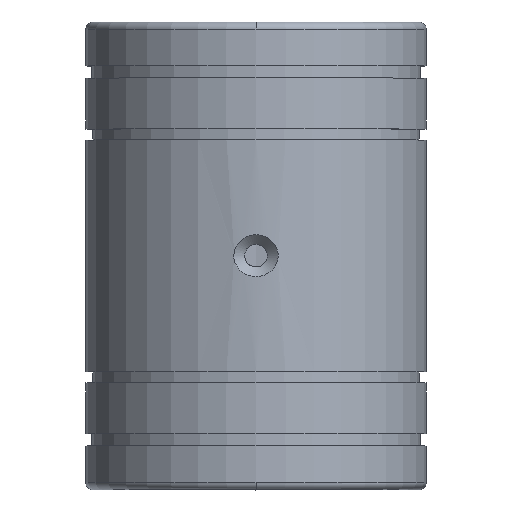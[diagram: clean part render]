
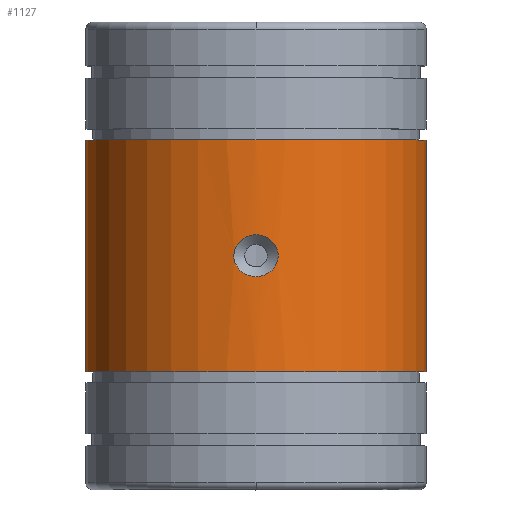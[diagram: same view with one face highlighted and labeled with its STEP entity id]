
A CAD part, top view. The second image highlights one B-rep face of the part: STEP entity #1127.
In plain terms, the highlighted cylindrical face has radius 59.962 mm (diameter 119.924 mm), a partial arc.
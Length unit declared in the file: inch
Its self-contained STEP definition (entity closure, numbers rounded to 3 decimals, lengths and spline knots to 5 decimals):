
#1041=CARTESIAN_POINT('',(0.0,1.54506,0.0));
#1042=DIRECTION('',(0.0,-1.0,0.0));
#1043=DIRECTION('',(1.0,0.0,0.0));
#1044=AXIS2_PLACEMENT_3D('',#1041,#1042,#1043);
#1045=CYLINDRICAL_SURFACE('',#1044,2.3607);
#1046=CARTESIAN_POINT('',(2.3607,3.15231,0.0));
#1047=VERTEX_POINT('',#1046);
#1048=CARTESIAN_POINT('',(2.3607,-0.06219,0.0));
#1049=VERTEX_POINT('',#1048);
#1050=CARTESIAN_POINT('',(2.3607,3.15231,0.0));
#1051=DIRECTION('',(0.0,-1.0,0.0));
#1052=VECTOR('',#1051,3.2145);
#1053=LINE('',#1050,#1052);
#1054=EDGE_CURVE('',#1047,#1049,#1053,.T.);
#1055=ORIENTED_EDGE('',*,*,#1054,.F.);
#1056=CARTESIAN_POINT('',(-2.3607,3.15231,0.));
#1057=VERTEX_POINT('',#1056);
#1058=CARTESIAN_POINT('',(0.0,3.15231,0.0));
#1059=DIRECTION('',(0.0,-1.0,0.0));
#1060=DIRECTION('',(1.0,0.0,0.0));
#1061=AXIS2_PLACEMENT_3D('',#1058,#1059,#1060);
#1062=CIRCLE('',#1061,2.3607);
#1063=EDGE_CURVE('',#1047,#1057,#1062,.T.);
#1064=ORIENTED_EDGE('',*,*,#1063,.T.);
#1065=CARTESIAN_POINT('',(-2.3607,-0.06219,0.));
#1066=VERTEX_POINT('',#1065);
#1067=CARTESIAN_POINT('',(-2.3607,-0.06219,0.));
#1068=DIRECTION('',(0.0,1.0,0.0));
#1069=VECTOR('',#1068,3.2145);
#1070=LINE('',#1067,#1069);
#1071=EDGE_CURVE('',#1066,#1057,#1070,.T.);
#1072=ORIENTED_EDGE('',*,*,#1071,.F.);
#1073=CARTESIAN_POINT('',(0.0,-0.06219,0.0));
#1074=DIRECTION('',(0.0,-1.0,0.0));
#1075=DIRECTION('',(1.0,0.0,0.0));
#1076=AXIS2_PLACEMENT_3D('',#1073,#1074,#1075);
#1077=CIRCLE('',#1076,2.3607);
#1078=EDGE_CURVE('',#1049,#1066,#1077,.T.);
#1079=ORIENTED_EDGE('',*,*,#1078,.F.);
#1080=EDGE_LOOP('',(#1055,#1064,#1072,#1079));
#1081=FACE_OUTER_BOUND('',#1080,.T.);
#1082=CARTESIAN_POINT('',(-0.3072,1.54506,2.34063));
#1083=VERTEX_POINT('',#1082);
#1084=CARTESIAN_POINT('',(-0.3072,1.54506,2.34063));
#1085=CARTESIAN_POINT('',(-0.3072,1.55781,2.34063));
#1086=CARTESIAN_POINT('',(-0.3064,1.5703,2.34073));
#1087=CARTESIAN_POINT('',(-0.30233,1.59837,2.34126));
#1088=CARTESIAN_POINT('',(-0.29887,1.61459,2.34171));
#1089=CARTESIAN_POINT('',(-0.28121,1.66744,2.34392));
#1090=CARTESIAN_POINT('',(-0.25987,1.70562,2.34656));
#1091=CARTESIAN_POINT('',(-0.20015,1.76874,2.35238));
#1092=CARTESIAN_POINT('',(-0.16328,1.79355,2.35534));
#1093=CARTESIAN_POINT('',(-0.08685,1.82601,2.35943));
#1094=CARTESIAN_POINT('',(-0.04662,1.83402,2.36058));
#1095=CARTESIAN_POINT('',(0.03377,1.83561,2.3608));
#1096=CARTESIAN_POINT('',(0.07413,1.82886,2.35983));
#1097=CARTESIAN_POINT('',(0.14903,1.80131,2.35629));
#1098=CARTESIAN_POINT('',(0.18351,1.78056,2.35374));
#1099=CARTESIAN_POINT('',(0.24151,1.72814,2.34849));
#1100=CARTESIAN_POINT('',(0.26498,1.69653,2.34584));
#1101=CARTESIAN_POINT('',(0.2974,1.627,2.34195));
#1102=CARTESIAN_POINT('',(0.30629,1.58912,2.34075));
#1103=CARTESIAN_POINT('',(0.30797,1.51315,2.34053));
#1104=CARTESIAN_POINT('',(0.30079,1.47497,2.34151));
#1105=CARTESIAN_POINT('',(0.27147,1.40419,2.34509));
#1106=CARTESIAN_POINT('',(0.2494,1.37167,2.34765));
#1107=CARTESIAN_POINT('',(0.19377,1.31701,2.3529));
#1108=CARTESIAN_POINT('',(0.16025,1.29491,2.35554));
#1109=CARTESIAN_POINT('',(0.08666,1.26444,2.3594));
#1110=CARTESIAN_POINT('',(0.04661,1.2561,2.36058));
#1111=CARTESIAN_POINT('',(-0.03376,1.25452,2.3608));
#1112=CARTESIAN_POINT('',(-0.07404,1.26095,2.35987));
#1113=CARTESIAN_POINT('',(-0.14366,1.28707,2.35652));
#1114=CARTESIAN_POINT('',(-0.17378,1.30377,2.35445));
#1115=CARTESIAN_POINT('',(-0.22057,1.3418,2.35046));
#1116=CARTESIAN_POINT('',(-0.23845,1.36073,2.34867));
#1117=CARTESIAN_POINT('',(-0.27492,1.41071,2.34474));
#1118=CARTESIAN_POINT('',(-0.28949,1.44358,2.3429));
#1119=CARTESIAN_POINT('',(-0.30537,1.50154,2.34088));
#1120=CARTESIAN_POINT('',(-0.3072,1.52317,2.34063));
#1121=CARTESIAN_POINT('',(-0.3072,1.54506,2.34063));
#1122=B_SPLINE_CURVE_WITH_KNOTS('',3,(#1084,#1085,#1086,#1087,#1088,#1089,#1090,#1091,#1092,#1093,#1094,#1095,#1096,#1097,#1098,#1099,#1100,#1101,#1102,#1103,#1104,#1105,#1106,#1107,#1108,#1109,#1110,#1111,#1112,#1113,#1114,#1115,#1116,#1117,#1118,#1119,#1120,#1121),.UNSPECIFIED.,.T.,.U.,(4,2,2,2,2,2,2,2,2,2,2,2,2,2,2,2,2,2,4),(0.0,0.14303,0.28606,0.57212,0.84294,1.129,1.41506,1.70112,1.98718,2.27324,2.5593,2.84536,3.13141,3.41747,3.70353,3.92189,4.08566,4.33131,4.57695),.UNSPECIFIED.);
#1123=EDGE_CURVE('',#1083,#1083,#1122,.F.);
#1124=ORIENTED_EDGE('',*,*,#1123,.F.);
#1125=EDGE_LOOP('',(#1124));
#1126=FACE_BOUND('',#1125,.T.);
#1127=ADVANCED_FACE('',(#1081,#1126),#1045,.T.);
